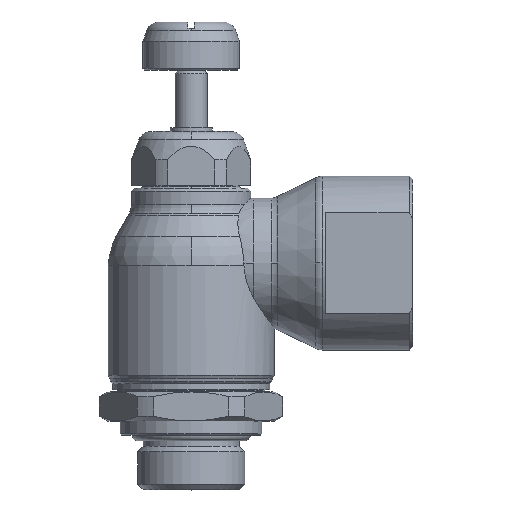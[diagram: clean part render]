
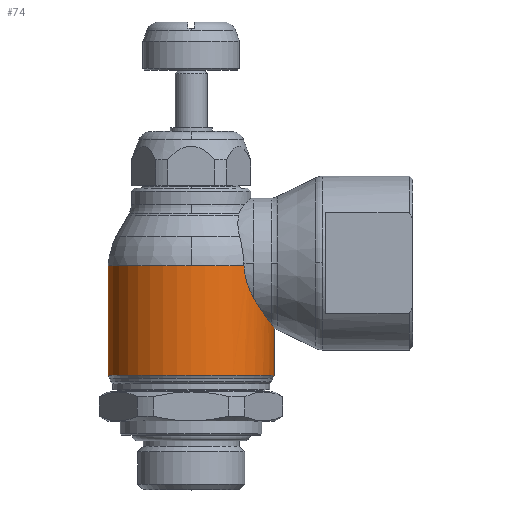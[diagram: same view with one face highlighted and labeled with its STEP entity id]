
A CAD part, top view. The second image highlights one B-rep face of the part: STEP entity #74.
In plain terms, the highlighted cylindrical face has radius 12.91 mm (diameter 25.82 mm), a partial arc.
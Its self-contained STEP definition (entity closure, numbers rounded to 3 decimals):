
#74=ADVANCED_FACE('',(#258),#259,.T.);
#258=FACE_OUTER_BOUND('',#580,.T.);
#259=CYLINDRICAL_SURFACE('',#581,12.91);
#580=EDGE_LOOP('',(#1055,#1056,#1057,#1058,#1059,#1060,#1061,#1062));
#581=AXIS2_PLACEMENT_3D('',#1063,#1064,#1065);
#1055=ORIENTED_EDGE('',*,*,#2177,.F.);
#1056=ORIENTED_EDGE('',*,*,#2107,.T.);
#1057=ORIENTED_EDGE('',*,*,#2178,.F.);
#1058=ORIENTED_EDGE('',*,*,#2179,.T.);
#1059=ORIENTED_EDGE('',*,*,#2180,.T.);
#1060=ORIENTED_EDGE('',*,*,#2181,.T.);
#1061=ORIENTED_EDGE('',*,*,#2167,.F.);
#1062=ORIENTED_EDGE('',*,*,#2182,.F.);
#1063=CARTESIAN_POINT('',(0.0,15.604,0.0));
#1064=DIRECTION('',(0.0,1.0,0.0));
#1065=DIRECTION('',(-1.0,0.0,0.0));
#2107=EDGE_CURVE('',#2513,#2517,#2519,.T.);
#2167=EDGE_CURVE('',#2624,#2627,#2628,.T.);
#2177=EDGE_CURVE('',#2513,#2643,#2644,.T.);
#2178=EDGE_CURVE('',#2645,#2517,#2646,.T.);
#2179=EDGE_CURVE('',#2645,#2647,#2648,.T.);
#2180=EDGE_CURVE('',#2647,#2649,#2650,.T.);
#2181=EDGE_CURVE('',#2649,#2627,#2651,.T.);
#2182=EDGE_CURVE('',#2643,#2624,#2652,.T.);
#2513=VERTEX_POINT('',#3160);
#2517=VERTEX_POINT('',#3165);
#2519=CIRCLE('',#3168,12.91);
#2624=VERTEX_POINT('',#3375);
#2627=VERTEX_POINT('',#3378);
#2628=CIRCLE('',#3379,12.91);
#2643=VERTEX_POINT('',#3446);
#2644=LINE('',#3447,#3448);
#2645=VERTEX_POINT('',#3449);
#2646=LINE('',#3450,#3451);
#2647=VERTEX_POINT('',#3452);
#2648=B_SPLINE_CURVE_WITH_KNOTS('',3,(#3453,#3454,#3455,#3456,#3457,#3458,#3459,#3460,#3461,#3462,#3463,#3464),.UNSPECIFIED.,.F.,.F.,(4,2,2,2,2,4),(0.0,2.087,3.284,4.337,5.782,7.171),.UNSPECIFIED.);
#2649=VERTEX_POINT('',#3465);
#2650=B_SPLINE_CURVE_WITH_KNOTS('',3,(#3466,#3467,#3468,#3469,#3470,#3471,#3472,#3473,#3474,#3475,#3476,#3477),.UNSPECIFIED.,.F.,.F.,(4,2,2,2,2,4),(15.421,16.873,18.325,20.002,21.679,23.356),.UNSPECIFIED.);
#2651=B_SPLINE_CURVE_WITH_KNOTS('',3,(#3478,#3479,#3480,#3481,#3482,#3483,#3484,#3485,#3486,#3487,#3488,#3489,#3490,#3491,#3492,#3493,#3494,#3495,#3496,#3497,#3498,#3499,#3500,#3501,#3502,#3503,#3504,#3505,#3506,#3507,#3508,#3509,#3510,#3511,#3512,#3513,#3514,#3515,#3516,#3517,#3518,#3519,#3520,#3521,#3522,#3523,#3524,#3525,#3526,#3527),.UNSPECIFIED.,.F.,.F.,(4,2,2,2,2,2,2,2,2,2,2,2,2,2,2,2,2,2,2,2,2,2,2,2,4),(0.557,2.209,3.86,5.511,7.162,8.011,8.86,9.709,10.558,11.98,13.402,14.823,16.245,17.667,19.088,20.51,21.932,22.781,23.63,24.479,25.328,26.979,28.63,30.281,31.932),.UNSPECIFIED.);
#2652=CIRCLE('',#3528,12.91);
#3160=CARTESIAN_POINT('',(-12.91,7.075,0.0));
#3165=CARTESIAN_POINT('',(12.91,7.075,0.));
#3168=AXIS2_PLACEMENT_3D('',#4623,#4624,#4625);
#3375=CARTESIAN_POINT('',(0.,24.134,12.91));
#3378=CARTESIAN_POINT('',(8.199,24.134,9.972));
#3379=AXIS2_PLACEMENT_3D('',#4729,#4730,#4731);
#3446=CARTESIAN_POINT('',(-12.91,24.134,0.));
#3447=CARTESIAN_POINT('',(-12.91,15.604,0.));
#3448=VECTOR('',#4743,1.0);
#3449=CARTESIAN_POINT('',(12.91,14.385,0.));
#3450=CARTESIAN_POINT('',(12.91,15.604,0.));
#3451=VECTOR('',#4744,1.0);
#3452=CARTESIAN_POINT('',(12.44,15.048,3.452));
#3453=CARTESIAN_POINT('',(12.44,15.048,-3.452));
#3454=CARTESIAN_POINT('',(12.616,14.818,-2.819));
#3455=CARTESIAN_POINT('',(12.745,14.629,-2.167));
#3456=CARTESIAN_POINT('',(12.869,14.446,-1.095));
#3457=CARTESIAN_POINT('',(12.897,14.404,-0.701));
#3458=CARTESIAN_POINT('',(12.915,14.377,0.048));
#3459=CARTESIAN_POINT('',(12.909,14.387,0.398));
#3460=CARTESIAN_POINT('',(12.861,14.459,1.226));
#3461=CARTESIAN_POINT('',(12.807,14.539,1.695));
#3462=CARTESIAN_POINT('',(12.653,14.76,2.6));
#3463=CARTESIAN_POINT('',(12.557,14.895,3.031));
#3464=CARTESIAN_POINT('',(12.44,15.048,3.452));
#3465=CARTESIAN_POINT('',(9.75,19.026,8.462));
#3466=CARTESIAN_POINT('',(12.564,14.886,2.968));
#3467=CARTESIAN_POINT('',(12.45,15.034,3.451));
#3468=CARTESIAN_POINT('',(12.31,15.218,3.919));
#3469=CARTESIAN_POINT('',(11.995,15.639,4.798));
#3470=CARTESIAN_POINT('',(11.82,15.875,5.209));
#3471=CARTESIAN_POINT('',(11.433,16.411,6.016));
#3472=CARTESIAN_POINT('',(11.2,16.739,6.437));
#3473=CARTESIAN_POINT('',(10.706,17.466,7.229));
#3474=CARTESIAN_POINT('',(10.445,17.865,7.599));
#3475=CARTESIAN_POINT('',(9.923,18.717,8.27));
#3476=CARTESIAN_POINT('',(9.661,19.17,8.571));
#3477=CARTESIAN_POINT('',(9.417,19.64,8.832));
#3478=CARTESIAN_POINT('',(8.191,24.54,-9.979));
#3479=CARTESIAN_POINT('',(8.191,23.99,-9.979));
#3480=CARTESIAN_POINT('',(8.239,23.424,-9.94));
#3481=CARTESIAN_POINT('',(8.431,22.306,-9.778));
#3482=CARTESIAN_POINT('',(8.575,21.752,-9.654));
#3483=CARTESIAN_POINT('',(8.935,20.694,-9.322));
#3484=CARTESIAN_POINT('',(9.151,20.188,-9.113));
#3485=CARTESIAN_POINT('',(9.615,19.249,-8.621));
#3486=CARTESIAN_POINT('',(9.863,18.816,-8.339));
#3487=CARTESIAN_POINT('',(10.231,18.229,-7.876));
#3488=CARTESIAN_POINT('',(10.363,18.028,-7.702));
#3489=CARTESIAN_POINT('',(10.632,17.637,-7.326));
#3490=CARTESIAN_POINT('',(10.769,17.447,-7.124));
#3491=CARTESIAN_POINT('',(11.038,17.086,-6.7));
#3492=CARTESIAN_POINT('',(11.17,16.916,-6.478));
#3493=CARTESIAN_POINT('',(11.421,16.602,-6.025));
#3494=CARTESIAN_POINT('',(11.539,16.458,-5.795));
#3495=CARTESIAN_POINT('',(11.83,16.113,-5.187));
#3496=CARTESIAN_POINT('',(12.006,15.913,-4.77));
#3497=CARTESIAN_POINT('',(12.321,15.564,-3.884));
#3498=CARTESIAN_POINT('',(12.46,15.415,-3.415));
#3499=CARTESIAN_POINT('',(12.685,15.178,-2.451));
#3500=CARTESIAN_POINT('',(12.771,15.089,-1.955));
#3501=CARTESIAN_POINT('',(12.883,14.974,-0.966));
#3502=CARTESIAN_POINT('',(12.91,14.947,-0.474));
#3503=CARTESIAN_POINT('',(12.91,14.947,0.474));
#3504=CARTESIAN_POINT('',(12.883,14.974,0.966));
#3505=CARTESIAN_POINT('',(12.771,15.089,1.955));
#3506=CARTESIAN_POINT('',(12.685,15.178,2.451));
#3507=CARTESIAN_POINT('',(12.46,15.415,3.415));
#3508=CARTESIAN_POINT('',(12.321,15.564,3.884));
#3509=CARTESIAN_POINT('',(12.006,15.913,4.77));
#3510=CARTESIAN_POINT('',(11.83,16.113,5.187));
#3511=CARTESIAN_POINT('',(11.539,16.458,5.795));
#3512=CARTESIAN_POINT('',(11.421,16.602,6.025));
#3513=CARTESIAN_POINT('',(11.17,16.916,6.478));
#3514=CARTESIAN_POINT('',(11.038,17.086,6.7));
#3515=CARTESIAN_POINT('',(10.769,17.447,7.124));
#3516=CARTESIAN_POINT('',(10.632,17.637,7.326));
#3517=CARTESIAN_POINT('',(10.363,18.028,7.702));
#3518=CARTESIAN_POINT('',(10.231,18.229,7.876));
#3519=CARTESIAN_POINT('',(9.863,18.816,8.339));
#3520=CARTESIAN_POINT('',(9.615,19.249,8.621));
#3521=CARTESIAN_POINT('',(9.151,20.188,9.113));
#3522=CARTESIAN_POINT('',(8.935,20.694,9.322));
#3523=CARTESIAN_POINT('',(8.575,21.752,9.654));
#3524=CARTESIAN_POINT('',(8.431,22.306,9.778));
#3525=CARTESIAN_POINT('',(8.239,23.424,9.94));
#3526=CARTESIAN_POINT('',(8.191,23.99,9.979));
#3527=CARTESIAN_POINT('',(8.191,24.54,9.979));
#3528=AXIS2_PLACEMENT_3D('',#4745,#4746,#4747);
#4623=CARTESIAN_POINT('',(0.0,7.075,0.0));
#4624=DIRECTION('',(0.0,1.0,0.0));
#4625=DIRECTION('',(-1.0,0.0,0.0));
#4729=CARTESIAN_POINT('',(0.0,24.134,0.0));
#4730=DIRECTION('',(0.0,1.0,0.0));
#4731=DIRECTION('',(-1.0,0.0,0.0));
#4743=DIRECTION('',(0.0,1.0,0.0));
#4744=DIRECTION('',(-0.0,-1.0,-0.0));
#4745=CARTESIAN_POINT('',(0.0,24.134,0.0));
#4746=DIRECTION('',(0.0,1.0,0.0));
#4747=DIRECTION('',(-1.0,0.0,0.0));
